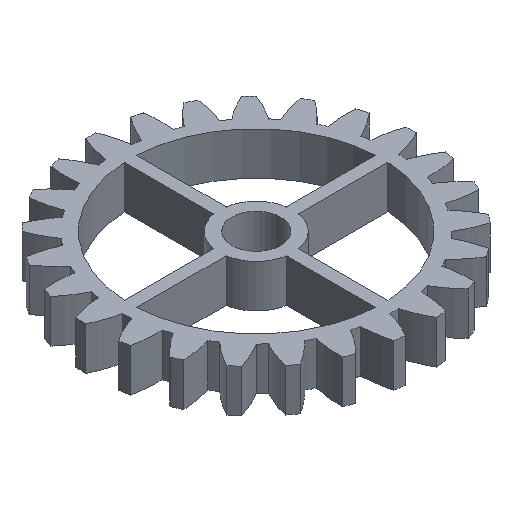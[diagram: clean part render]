
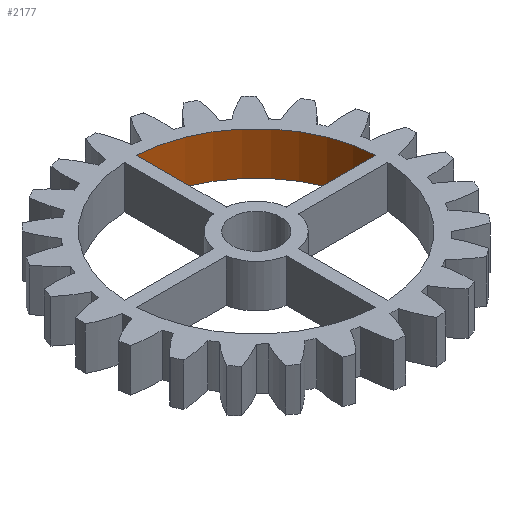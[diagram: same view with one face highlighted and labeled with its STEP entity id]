
A CAD part, isometric view. The second image highlights one B-rep face of the part: STEP entity #2177.
In plain terms, the highlighted cylindrical face has radius 20.5 mm (diameter 41 mm), a partial arc.
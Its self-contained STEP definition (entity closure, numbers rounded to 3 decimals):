
#49=FACE_OUTER_BOUND('',#168,.T.);
#168=EDGE_LOOP('',(#1408,#1409,#1410,#1411));
#311=LINE('',#3538,#444);
#312=LINE('',#3544,#445);
#444=VECTOR('',#2728,10.);
#445=VECTOR('',#2735,10.);
#563=CIRCLE('',#2334,20.5);
#564=CIRCLE('',#2335,20.5);
#794=VERTEX_POINT('',#3532);
#796=VERTEX_POINT('',#3536);
#797=VERTEX_POINT('',#3540);
#798=VERTEX_POINT('',#3542);
#1043=EDGE_CURVE('',#796,#794,#311,.T.);
#1044=EDGE_CURVE('',#794,#797,#563,.T.);
#1045=EDGE_CURVE('',#798,#796,#564,.T.);
#1046=EDGE_CURVE('',#798,#797,#312,.T.);
#1408=ORIENTED_EDGE('',*,*,#1044,.F.);
#1409=ORIENTED_EDGE('',*,*,#1043,.F.);
#1410=ORIENTED_EDGE('',*,*,#1045,.F.);
#1411=ORIENTED_EDGE('',*,*,#1046,.T.);
#2061=CYLINDRICAL_SURFACE('',#2333,20.5);
#2177=ADVANCED_FACE('',(#49),#2061,.F.);
#2333=AXIS2_PLACEMENT_3D('',#3539,#2729,#2730);
#2334=AXIS2_PLACEMENT_3D('',#3541,#2731,#2732);
#2335=AXIS2_PLACEMENT_3D('',#3543,#2733,#2734);
#2728=DIRECTION('',(0.,0.,-1.));
#2729=DIRECTION('center_axis',(0.,0.,-1.));
#2730=DIRECTION('ref_axis',(1.,0.,0.));
#2731=DIRECTION('center_axis',(0.,0.,1.));
#2732=DIRECTION('ref_axis',(1.,0.,0.));
#2733=DIRECTION('center_axis',(0.,0.,-1.));
#2734=DIRECTION('ref_axis',(1.,0.,0.));
#2735=DIRECTION('',(0.,0.,-1.));
#3532=CARTESIAN_POINT('',(20.476,1.,0.));
#3536=CARTESIAN_POINT('',(20.476,1.,7.));
#3538=CARTESIAN_POINT('',(20.476,1.,7.));
#3539=CARTESIAN_POINT('Origin',(0.,0.,7.));
#3540=CARTESIAN_POINT('',(1.,20.476,0.));
#3541=CARTESIAN_POINT('Origin',(0.,0.,0.));
#3542=CARTESIAN_POINT('',(1.,20.476,7.));
#3543=CARTESIAN_POINT('Origin',(0.,0.,7.));
#3544=CARTESIAN_POINT('',(1.,20.476,7.));
